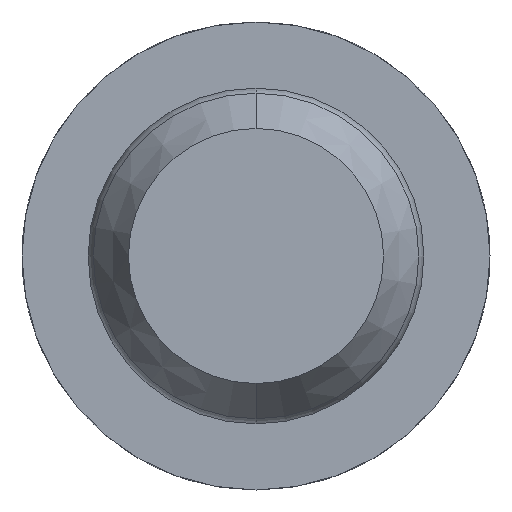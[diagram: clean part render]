
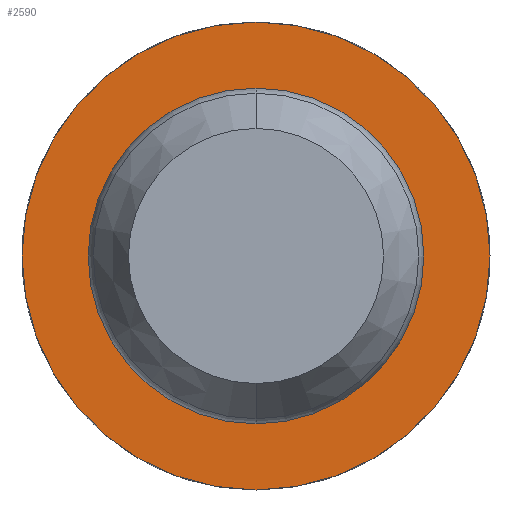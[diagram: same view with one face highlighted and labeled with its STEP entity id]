
A CAD part, front view. The second image highlights one B-rep face of the part: STEP entity #2590.
In plain terms, the highlighted planar face has unit normal (0, -1, 0).
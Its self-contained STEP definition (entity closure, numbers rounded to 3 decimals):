
#44 = DIRECTION ( 'NONE',  ( 0., 0., 1. ) ) ;
#156 = EDGE_LOOP ( 'NONE', ( #752, #3918 ) ) ;
#262 = CARTESIAN_POINT ( 'NONE',  ( 0., -10.5, 0. ) ) ;
#325 = EDGE_CURVE ( 'Defeature ausgef�hrt3_4+Defeature ausgef�hrt3_5+Defeature ausgef�hrt3_5+Defeature ausgef�hrt3_5', #3130, #2612, #1352, .T. ) ;
#360 = CIRCLE ( 'NONE', #2917, 1.15 ) ;
#376 = ORIENTED_EDGE ( 'NONE', *, *, #1276, .F. ) ;
#436 = VERTEX_POINT ( 'NONE', #3936 ) ;
#466 = EDGE_CURVE ( 'Defeature ausgef�hrt3_3+Defeature ausgef�hrt3_4+Defeature ausgef�hrt3_4+Defeature ausgef�hrt3_4', #436, #3345, #360, .T. ) ;
#635 = AXIS2_PLACEMENT_3D ( 'NONE', #4406, #3458, #1403 ) ;
#675 = PLANE ( 'NONE',  #635 ) ;
#752 = ORIENTED_EDGE ( 'NONE', *, *, #2676, .T. ) ;
#829 = CARTESIAN_POINT ( 'NONE',  ( 0., -10.5, 0. ) ) ;
#967 = DIRECTION ( 'NONE',  ( 0., 0., 1. ) ) ;
#1045 = CARTESIAN_POINT ( 'NONE',  ( 0., -10.5, -0.825 ) ) ;
#1186 = DIRECTION ( 'NONE',  ( 0., 1., 0. ) ) ;
#1239 = CARTESIAN_POINT ( 'NONE',  ( 0., -10.5, 0. ) ) ;
#1276 = EDGE_CURVE ( 'Defeature ausgef�hrt3_3+Defeature ausgef�hrt3_4+Defeature ausgef�hrt3_4+Defeature ausgef�hrt3_4', #3345, #436, #1676, .T. ) ;
#1352 = CIRCLE ( 'NONE', #3750, 0.825 ) ;
#1403 = DIRECTION ( 'NONE',  ( 0., 0., 1. ) ) ;
#1414 = DIRECTION ( 'NONE',  ( 0., 1., 0. ) ) ;
#1511 = FACE_BOUND ( 'NONE', #156, .T. ) ;
#1526 = DIRECTION ( 'NONE',  ( 0., 0., 1. ) ) ;
#1576 = DIRECTION ( 'NONE',  ( 0., 0., 1. ) ) ;
#1676 = CIRCLE ( 'NONE', #4401, 1.15 ) ;
#1789 = AXIS2_PLACEMENT_3D ( 'NONE', #2125, #1414, #44 ) ;
#2125 = CARTESIAN_POINT ( 'NONE',  ( 0., -10.5, 0. ) ) ;
#2590 = ADVANCED_FACE ( 'Defeature ausgef�hrt3_4', ( #2629, #1511 ), #675, .F. ) ;
#2612 = VERTEX_POINT ( 'NONE', #2751 ) ;
#2629 = FACE_OUTER_BOUND ( 'NONE', #3923, .T. ) ;
#2676 = EDGE_CURVE ( 'Defeature ausgef�hrt3_4+Defeature ausgef�hrt3_5+Defeature ausgef�hrt3_5+Defeature ausgef�hrt3_5', #2612, #3130, #3996, .T. ) ;
#2751 = CARTESIAN_POINT ( 'NONE',  ( 0., -10.5, 0.825 ) ) ;
#2917 = AXIS2_PLACEMENT_3D ( 'NONE', #1239, #3603, #1576 ) ;
#2966 = DIRECTION ( 'NONE',  ( 0., 1., 0. ) ) ;
#3130 = VERTEX_POINT ( 'NONE', #1045 ) ;
#3345 = VERTEX_POINT ( 'NONE', #3736 ) ;
#3458 = DIRECTION ( 'NONE',  ( 0., 1., 0. ) ) ;
#3603 = DIRECTION ( 'NONE',  ( 0., 1., 0. ) ) ;
#3736 = CARTESIAN_POINT ( 'NONE',  ( 0., -10.5, 1.15 ) ) ;
#3750 = AXIS2_PLACEMENT_3D ( 'NONE', #829, #1186, #1526 ) ;
#3918 = ORIENTED_EDGE ( 'NONE', *, *, #325, .T. ) ;
#3923 = EDGE_LOOP ( 'NONE', ( #376, #3979 ) ) ;
#3936 = CARTESIAN_POINT ( 'NONE',  ( 0., -10.5, -1.15 ) ) ;
#3979 = ORIENTED_EDGE ( 'NONE', *, *, #466, .F. ) ;
#3996 = CIRCLE ( 'NONE', #1789, 0.825 ) ;
#4401 = AXIS2_PLACEMENT_3D ( 'NONE', #262, #2966, #967 ) ;
#4406 = CARTESIAN_POINT ( 'NONE',  ( 1.15, -10.5, 0. ) ) ;
